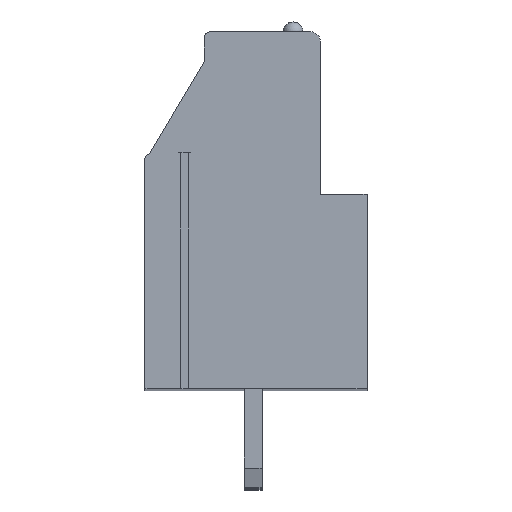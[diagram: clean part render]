
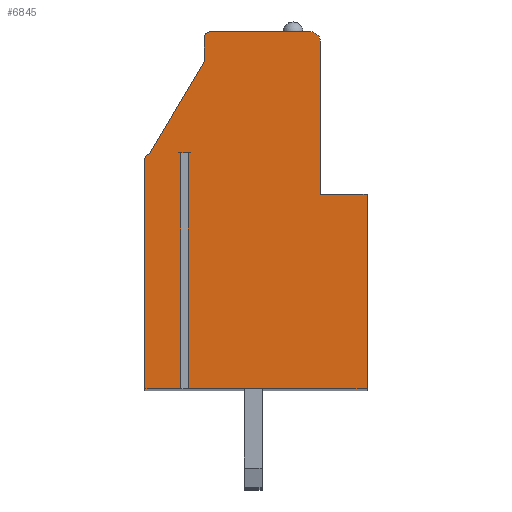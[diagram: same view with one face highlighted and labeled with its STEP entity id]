
A CAD part, top view. The second image highlights one B-rep face of the part: STEP entity #6845.
In plain terms, the highlighted planar face has unit normal (0, 0, 1).
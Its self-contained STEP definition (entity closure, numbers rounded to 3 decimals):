
#30=DIRECTION('',(-1.,0.,0.));
#31=VECTOR('',#30,0.38);
#32=CARTESIAN_POINT('',(-3.27,4.204,63.5));
#33=LINE('',#32,#31);
#34=DIRECTION('',(0.,1.,0.));
#35=VECTOR('',#34,11.9);
#36=CARTESIAN_POINT('',(-3.65,-7.696,63.5));
#37=LINE('',#36,#35);
#38=DIRECTION('',(1.,0.,0.));
#39=VECTOR('',#38,1.81);
#40=CARTESIAN_POINT('',(-5.46,-7.696,63.5));
#41=LINE('',#40,#39);
#42=DIRECTION('',(0.,-1.,0.));
#43=VECTOR('',#42,11.6);
#44=CARTESIAN_POINT('',(-5.46,3.904,63.5));
#45=LINE('',#44,#43);
#46=CARTESIAN_POINT('',(-5.26,3.904,63.5));
#47=DIRECTION('',(0.,0.,1.));
#48=DIRECTION('',(0.,1.,0.));
#49=AXIS2_PLACEMENT_3D('',#46,#47,#48);
#51=DIRECTION('',(-0.512,-0.859,0.));
#52=VECTOR('',#51,5.471);
#53=CARTESIAN_POINT('',(-2.46,8.804,63.5));
#54=LINE('',#53,#52);
#55=DIRECTION('',(0.,-1.,0.));
#56=VECTOR('',#55,1.2);
#57=CARTESIAN_POINT('',(-2.46,10.004,63.5));
#58=LINE('',#57,#56);
#59=CARTESIAN_POINT('',(-2.16,10.004,63.5));
#60=DIRECTION('',(0.,0.,1.));
#61=DIRECTION('',(0.,1.,0.));
#62=AXIS2_PLACEMENT_3D('',#59,#60,#61);
#64=DIRECTION('',(-1.,0.,0.));
#65=VECTOR('',#64,5.05);
#66=CARTESIAN_POINT('',(2.89,10.304,63.5));
#67=LINE('',#66,#65);
#68=CARTESIAN_POINT('',(2.89,9.804,63.5));
#69=DIRECTION('',(0.,0.,1.));
#70=DIRECTION('',(1.,0.,0.));
#71=AXIS2_PLACEMENT_3D('',#68,#69,#70);
#73=DIRECTION('',(0.,1.,0.));
#74=VECTOR('',#73,7.7);
#75=CARTESIAN_POINT('',(3.39,2.104,63.5));
#76=LINE('',#75,#74);
#77=DIRECTION('',(-1.,0.,0.));
#78=VECTOR('',#77,2.35);
#79=CARTESIAN_POINT('',(5.74,2.104,63.5));
#80=LINE('',#79,#78);
#81=DIRECTION('',(0.,1.,0.));
#82=VECTOR('',#81,9.8);
#83=CARTESIAN_POINT('',(5.74,-7.696,63.5));
#84=LINE('',#83,#82);
#85=DIRECTION('',(1.,0.,0.));
#86=VECTOR('',#85,9.01);
#87=CARTESIAN_POINT('',(-3.27,-7.696,63.5));
#88=LINE('',#87,#86);
#89=DIRECTION('',(0.,1.,0.));
#90=VECTOR('',#89,11.9);
#91=CARTESIAN_POINT('',(-3.27,-7.696,63.5));
#92=LINE('',#91,#90);
#5254=CARTESIAN_POINT('',(5.74,-7.696,63.5));
#5255=CARTESIAN_POINT('',(5.74,2.104,63.5));
#5256=VERTEX_POINT('',#5254);
#5257=VERTEX_POINT('',#5255);
#5258=CARTESIAN_POINT('',(3.39,2.104,63.5));
#5259=VERTEX_POINT('',#5258);
#5260=CARTESIAN_POINT('',(3.39,9.804,63.5));
#5261=VERTEX_POINT('',#5260);
#5262=CARTESIAN_POINT('',(2.89,10.304,63.5));
#5263=VERTEX_POINT('',#5262);
#5264=CARTESIAN_POINT('',(-2.16,10.304,63.5));
#5265=VERTEX_POINT('',#5264);
#5266=CARTESIAN_POINT('',(-2.46,10.004,63.5));
#5267=VERTEX_POINT('',#5266);
#5268=CARTESIAN_POINT('',(-2.46,8.804,63.5));
#5269=VERTEX_POINT('',#5268);
#5270=CARTESIAN_POINT('',(-5.26,4.104,63.5));
#5271=VERTEX_POINT('',#5270);
#5272=CARTESIAN_POINT('',(-5.46,3.904,63.5));
#5273=VERTEX_POINT('',#5272);
#5274=CARTESIAN_POINT('',(-5.46,-7.696,63.5));
#5275=VERTEX_POINT('',#5274);
#5356=CARTESIAN_POINT('',(-3.27,4.204,63.5));
#5357=CARTESIAN_POINT('',(-3.65,4.204,63.5));
#5358=VERTEX_POINT('',#5356);
#5359=VERTEX_POINT('',#5357);
#5360=CARTESIAN_POINT('',(-3.27,-7.696,63.5));
#5361=VERTEX_POINT('',#5360);
#5362=CARTESIAN_POINT('',(-3.65,-7.696,63.5));
#5363=VERTEX_POINT('',#5362);
#6808=CARTESIAN_POINT('',(0.,0.,63.5));
#6809=DIRECTION('',(0.,0.,1.));
#6810=DIRECTION('',(1.,0.,0.));
#6811=AXIS2_PLACEMENT_3D('',#6808,#6809,#6810);
#6812=PLANE('',#6811);
#6814=ORIENTED_EDGE('',*,*,#6813,.T.);
#6816=ORIENTED_EDGE('',*,*,#6815,.F.);
#6818=ORIENTED_EDGE('',*,*,#6817,.F.);
#6820=ORIENTED_EDGE('',*,*,#6819,.F.);
#6822=ORIENTED_EDGE('',*,*,#6821,.F.);
#6824=ORIENTED_EDGE('',*,*,#6823,.F.);
#6826=ORIENTED_EDGE('',*,*,#6825,.F.);
#6828=ORIENTED_EDGE('',*,*,#6827,.F.);
#6830=ORIENTED_EDGE('',*,*,#6829,.F.);
#6832=ORIENTED_EDGE('',*,*,#6831,.F.);
#6834=ORIENTED_EDGE('',*,*,#6833,.F.);
#6836=ORIENTED_EDGE('',*,*,#6835,.F.);
#6838=ORIENTED_EDGE('',*,*,#6837,.F.);
#6840=ORIENTED_EDGE('',*,*,#6839,.F.);
#6842=ORIENTED_EDGE('',*,*,#6841,.T.);
#6843=EDGE_LOOP('',(#6814,#6816,#6818,#6820,#6822,#6824,#6826,#6828,#6830,#6832,
#6834,#6836,#6838,#6840,#6842));
#6844=FACE_OUTER_BOUND('',#6843,.F.);
#50=CIRCLE('',#49,0.2);
#63=CIRCLE('',#62,0.3);
#72=CIRCLE('',#71,0.5);
#6813=EDGE_CURVE('',#5358,#5359,#33,.T.);
#6815=EDGE_CURVE('',#5363,#5359,#37,.T.);
#6817=EDGE_CURVE('',#5275,#5363,#41,.T.);
#6819=EDGE_CURVE('',#5273,#5275,#45,.T.);
#6821=EDGE_CURVE('',#5271,#5273,#50,.T.);
#6823=EDGE_CURVE('',#5269,#5271,#54,.T.);
#6825=EDGE_CURVE('',#5267,#5269,#58,.T.);
#6827=EDGE_CURVE('',#5265,#5267,#63,.T.);
#6829=EDGE_CURVE('',#5263,#5265,#67,.T.);
#6831=EDGE_CURVE('',#5261,#5263,#72,.T.);
#6833=EDGE_CURVE('',#5259,#5261,#76,.T.);
#6835=EDGE_CURVE('',#5257,#5259,#80,.T.);
#6837=EDGE_CURVE('',#5256,#5257,#84,.T.);
#6839=EDGE_CURVE('',#5361,#5256,#88,.T.);
#6841=EDGE_CURVE('',#5361,#5358,#92,.T.);
#6845=ADVANCED_FACE('',(#6844),#6812,.T.);
